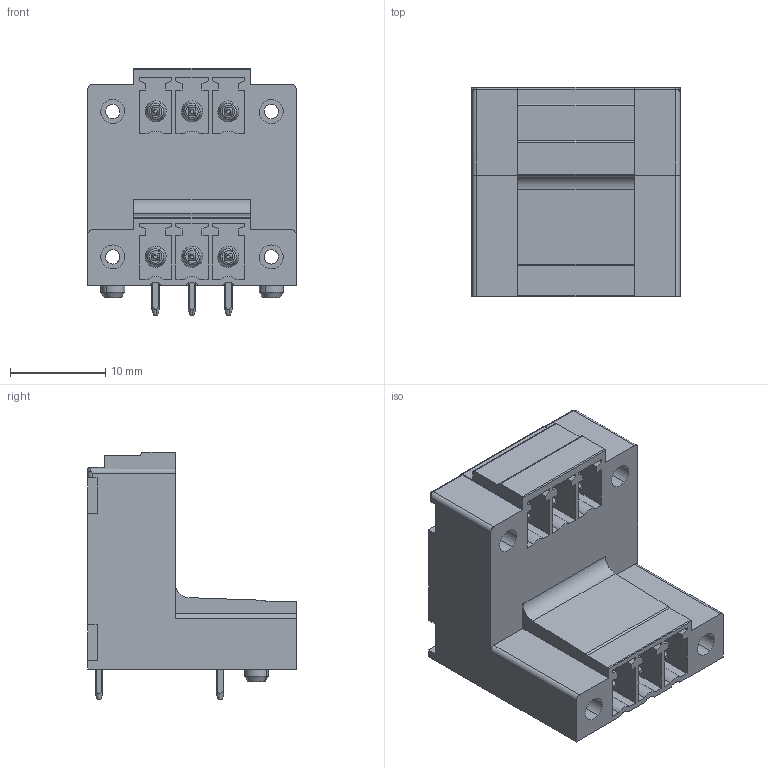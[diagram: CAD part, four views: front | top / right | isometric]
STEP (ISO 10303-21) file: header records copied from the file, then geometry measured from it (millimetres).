
FILE_DESCRIPTION(('CATIA V5 STEP Exchange','CAx-IF Rec.Pracs.--- Model Styling and Organization---1.2---2011-12-15'),'2;1');
FILE_NAME ('D1447277_0', '2018-10-13T11:58:03+00:00', ('none'), ('Weidmueller'), 'CATIA Version 5-6 Release 2014', 'CATIA V5 STEP AP214', 'none');
FILE_SCHEMA(('AUTOMOTIVE_DESIGN { 1 0 10303 214 1 1 1 1 }'));
Length unit declared in the file: millimetre
Products named in the file (1): 1033980000
Bounding box: 21.82 x 21.9 x 25.9 mm (x, y, z)
Volume: 3995.6 mm3; surface area: 5403.1 mm2
Topology: 7 solids, 7 shells, 508 faces, 1388 edges, 914 vertices
Faces by surface type: plane 308, cylinder 142, cone 38, torus 12, revolution 6, bspline 2
Entity records: 15986 total; most frequent: CARTESIAN_POINT 4235, ORIENTED_EDGE 2772, DIRECTION 1772, EDGE_CURVE 1386, VECTOR 960, LINE 960, VERTEX_POINT 914, AXIS2_PLACEMENT_3D 553
